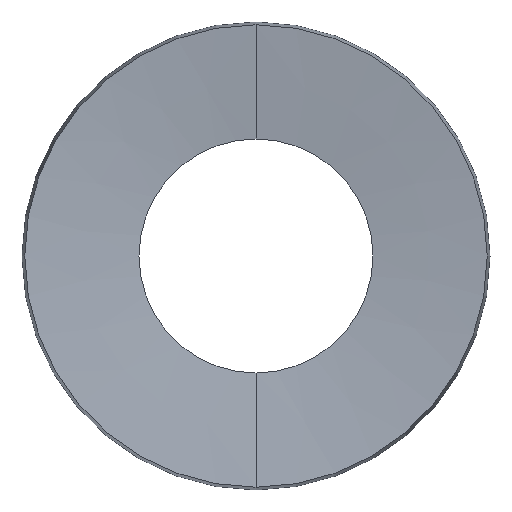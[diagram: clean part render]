
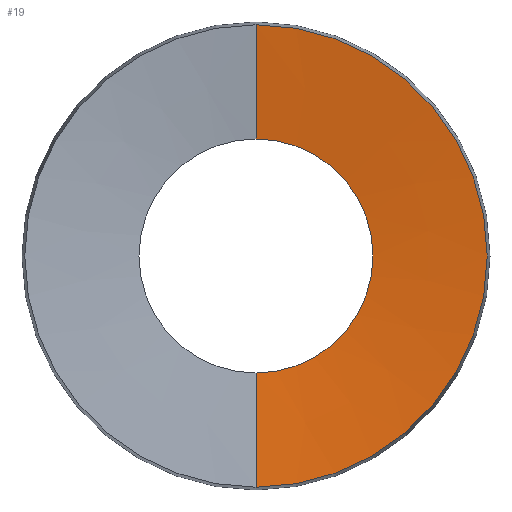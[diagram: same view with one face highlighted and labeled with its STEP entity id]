
A CAD part, front view. The second image highlights one B-rep face of the part: STEP entity #19.
In plain terms, the highlighted conical face has half-angle 83.373 degrees and reference radius 1.51 mm.
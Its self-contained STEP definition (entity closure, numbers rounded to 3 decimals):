
#19=ADVANCED_FACE('',(#27),#75,.F.);
#27=FACE_OUTER_BOUND('',#35,.F.);
#35=EDGE_LOOP('',(#43,#44,#45,#46));
#43=ORIENTED_EDGE('',*,*,#112,.F.);
#44=ORIENTED_EDGE('',*,*,#99,.F.);
#45=ORIENTED_EDGE('',*,*,#114,.T.);
#46=ORIENTED_EDGE('',*,*,#101,.T.);
#75=CONICAL_SURFACE('',#176,1.51,1.455);
#96=CIRCLE('',#173,3.137);
#98=CIRCLE('',#175,1.588);
#99=EDGE_CURVE('',#138,#137,#115,.T.);
#101=EDGE_CURVE('',#135,#136,#116,.T.);
#112=EDGE_CURVE('',#137,#136,#96,.T.);
#114=EDGE_CURVE('',#138,#135,#98,.T.);
#115=LINE('',#244,#123);
#116=LINE('',#246,#124);
#123=VECTOR('',#190,1.56);
#124=VECTOR('',#193,1.56);
#135=VERTEX_POINT('',#240);
#136=VERTEX_POINT('',#241);
#137=VERTEX_POINT('',#242);
#138=VERTEX_POINT('',#243);
#173=AXIS2_PLACEMENT_3D('',#257,#208,#209);
#175=AXIS2_PLACEMENT_3D('',#259,#212,#213);
#176=AXIS2_PLACEMENT_3D('',#260,#215,#214);
#190=DIRECTION('',(0.,-0.115,-0.993));
#193=DIRECTION('',(0.,-0.115,0.993));
#208=DIRECTION('',(0.,-1.,0.));
#209=DIRECTION('',(0.,0.,-1.));
#212=DIRECTION('',(0.,-1.,0.));
#213=DIRECTION('',(0.,0.,-1.));
#214=DIRECTION('',(-0.087,0.,0.996));
#215=DIRECTION('',(0.,-1.,0.));
#240=CARTESIAN_POINT('',(0.,0.18,1.587));
#241=CARTESIAN_POINT('',(0.,0.,3.137));
#242=CARTESIAN_POINT('',(0.,0.,-3.137));
#243=CARTESIAN_POINT('',(0.,0.18,-1.588));
#244=CARTESIAN_POINT('',(0.,0.18,-1.588));
#246=CARTESIAN_POINT('',(0.,0.18,1.587));
#257=CARTESIAN_POINT('',(0.,0.,0.));
#259=CARTESIAN_POINT('',(0.,0.18,0.));
#260=CARTESIAN_POINT('',(0.,0.189,0.));
